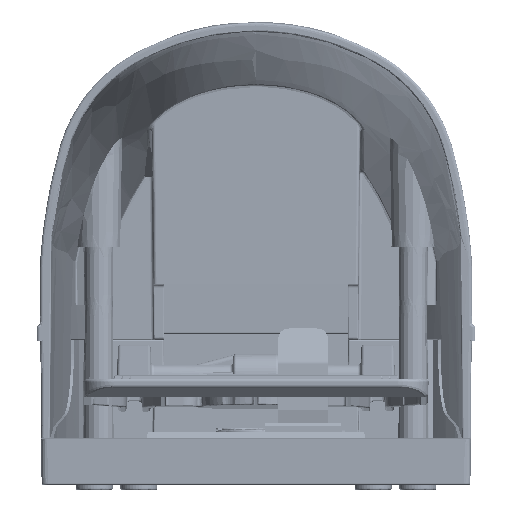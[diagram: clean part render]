
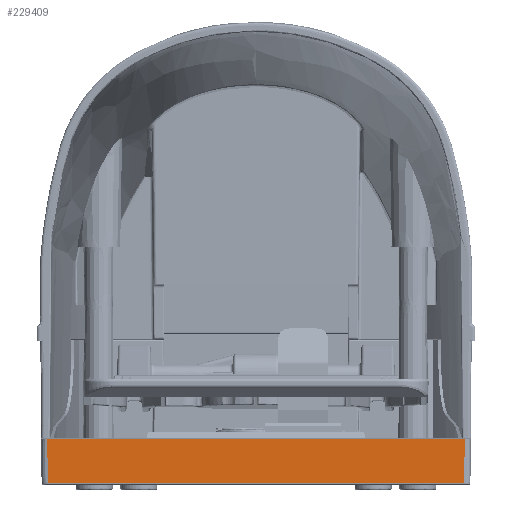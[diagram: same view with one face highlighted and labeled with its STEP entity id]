
A CAD part, left-side view. The second image highlights one B-rep face of the part: STEP entity #229409.
In plain terms, the highlighted planar face has unit normal (-1, 0, 0).
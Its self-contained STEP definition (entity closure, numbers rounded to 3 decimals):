
#2353 = ORIENTED_EDGE ( 'NONE', *, *, #247345, .F. ) ;
#3606 = LINE ( 'NONE', #58056, #274847 ) ;
#5349 = CARTESIAN_POINT ( 'NONE',  ( -1., -67.706, 14.836 ) ) ;
#16937 = DIRECTION ( 'NONE',  ( 0., 1., 0. ) ) ;
#21823 = VECTOR ( 'NONE', #94673, 1000. ) ;
#33774 = ORIENTED_EDGE ( 'NONE', *, *, #105418, .F. ) ;
#44663 = CARTESIAN_POINT ( 'NONE',  ( -1., -67.58, 0.5 ) ) ;
#55998 = AXIS2_PLACEMENT_3D ( 'NONE', #237555, #104404, #16937 ) ;
#58056 = CARTESIAN_POINT ( 'NONE',  ( -1., 70.088, 14.836 ) ) ;
#58422 = EDGE_CURVE ( 'NONE', #145432, #238381, #126163, .T. ) ;
#73533 = EDGE_LOOP ( 'NONE', ( #33774, #2353, #204989, #238067 ) ) ;
#81130 = CARTESIAN_POINT ( 'NONE',  ( -1., -67.706, 14.836 ) ) ;
#94673 = DIRECTION ( 'NONE',  ( 0., 0.009, -1. ) ) ;
#103215 = VERTEX_POINT ( 'NONE', #167088 ) ;
#104404 = DIRECTION ( 'NONE',  ( 1., 0., 0. ) ) ;
#105418 = EDGE_CURVE ( 'NONE', #103215, #128364, #186247, .T. ) ;
#120879 = CARTESIAN_POINT ( 'NONE',  ( -1., 67.644, 7.788 ) ) ;
#126163 = LINE ( 'NONE', #5349, #21823 ) ;
#127129 = VECTOR ( 'NONE', #276290, 1000. ) ;
#128364 = VERTEX_POINT ( 'NONE', #281300 ) ;
#135366 = EDGE_CURVE ( 'NONE', #145432, #128364, #3606, .T. ) ;
#145432 = VERTEX_POINT ( 'NONE', #81130 ) ;
#148144 = PLANE ( 'NONE',  #55998 ) ;
#153077 = DIRECTION ( 'NONE',  ( 0., 1., 0. ) ) ;
#167088 = CARTESIAN_POINT ( 'NONE',  ( -1., 67.58, 0.5 ) ) ;
#171472 = VECTOR ( 'NONE', #153077, 1000. ) ;
#185371 = LINE ( 'NONE', #260857, #171472 ) ;
#186247 = LINE ( 'NONE', #120879, #127129 ) ;
#198389 = FACE_OUTER_BOUND ( 'NONE', #73533, .T. ) ;
#204989 = ORIENTED_EDGE ( 'NONE', *, *, #58422, .F. ) ;
#214522 = DIRECTION ( 'NONE',  ( 0., 1., 0. ) ) ;
#229409 = ADVANCED_FACE ( 'NONE', ( #198389 ), #148144, .F. ) ;
#237555 = CARTESIAN_POINT ( 'NONE',  ( -1., -69.797, 49. ) ) ;
#238067 = ORIENTED_EDGE ( 'NONE', *, *, #135366, .T. ) ;
#238381 = VERTEX_POINT ( 'NONE', #44663 ) ;
#247345 = EDGE_CURVE ( 'NONE', #238381, #103215, #185371, .T. ) ;
#260857 = CARTESIAN_POINT ( 'NONE',  ( -1., -69.797, 0.5 ) ) ;
#274847 = VECTOR ( 'NONE', #214522, 1000. ) ;
#276290 = DIRECTION ( 'NONE',  ( 0., 0.009, 1. ) ) ;
#281300 = CARTESIAN_POINT ( 'NONE',  ( -1., 67.706, 14.836 ) ) ;
